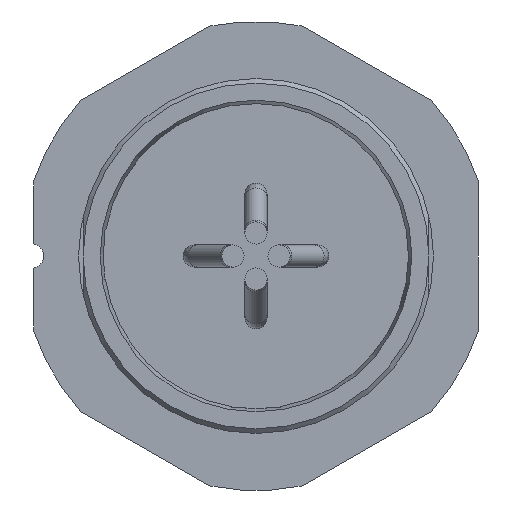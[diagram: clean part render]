
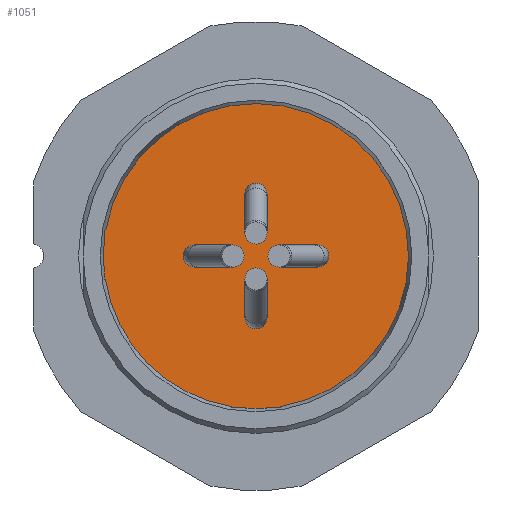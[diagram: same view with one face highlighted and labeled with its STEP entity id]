
A CAD part, front view. The second image highlights one B-rep face of the part: STEP entity #1051.
In plain terms, the highlighted planar face has unit normal (0, -1, 0).
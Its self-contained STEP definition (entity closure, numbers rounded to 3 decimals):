
#1051=ADVANCED_FACE('',(#1258,#1259,#1260,#1261,#1262),#1121,.F.);
#1121=PLANE('',#2881);
#1258=FACE_BOUND('',#1426,.T.);
#1259=FACE_BOUND('',#1427,.T.);
#1260=FACE_BOUND('',#1428,.T.);
#1261=FACE_BOUND('',#1429,.T.);
#1262=FACE_BOUND('',#1430,.T.);
#1426=EDGE_LOOP('',(#1834));
#1427=EDGE_LOOP('',(#1835));
#1428=EDGE_LOOP('',(#1836));
#1429=EDGE_LOOP('',(#1837));
#1430=EDGE_LOOP('',(#1838,#1839,#1840,#1841,#1842,#1843,#1844,#1845,#1846,
#1847,#1848,#1849));
#1565=CIRCLE('',#2865,0.45);
#1566=CIRCLE('',#2867,0.45);
#1567=CIRCLE('',#2869,0.45);
#1568=CIRCLE('',#2871,0.45);
#1569=CIRCLE('',#2873,0.1);
#1570=CIRCLE('',#2874,6.175);
#1571=CIRCLE('',#2875,0.1);
#1572=CIRCLE('',#2876,6.175);
#1573=CIRCLE('',#2877,0.1);
#1574=CIRCLE('',#2878,6.175);
#1575=CIRCLE('',#2879,0.1);
#1576=CIRCLE('',#2880,6.175);
#1834=ORIENTED_EDGE('',*,*,#2332,.T.);
#1835=ORIENTED_EDGE('',*,*,#2331,.T.);
#1836=ORIENTED_EDGE('',*,*,#2330,.T.);
#1837=ORIENTED_EDGE('',*,*,#2329,.T.);
#1838=ORIENTED_EDGE('',*,*,#2333,.F.);
#1839=ORIENTED_EDGE('',*,*,#2334,.F.);
#1840=ORIENTED_EDGE('',*,*,#2335,.T.);
#1841=ORIENTED_EDGE('',*,*,#2336,.F.);
#1842=ORIENTED_EDGE('',*,*,#2337,.F.);
#1843=ORIENTED_EDGE('',*,*,#2338,.T.);
#1844=ORIENTED_EDGE('',*,*,#2339,.F.);
#1845=ORIENTED_EDGE('',*,*,#2340,.F.);
#1846=ORIENTED_EDGE('',*,*,#2341,.T.);
#1847=ORIENTED_EDGE('',*,*,#2342,.F.);
#1848=ORIENTED_EDGE('',*,*,#2343,.F.);
#1849=ORIENTED_EDGE('',*,*,#2344,.T.);
#2143=VERTEX_POINT('',#4236);
#2144=VERTEX_POINT('',#4239);
#2145=VERTEX_POINT('',#4242);
#2146=VERTEX_POINT('',#4245);
#2147=VERTEX_POINT('',#4248);
#2148=VERTEX_POINT('',#4249);
#2149=VERTEX_POINT('',#4251);
#2150=VERTEX_POINT('',#4253);
#2151=VERTEX_POINT('',#4255);
#2152=VERTEX_POINT('',#4257);
#2153=VERTEX_POINT('',#4259);
#2154=VERTEX_POINT('',#4261);
#2155=VERTEX_POINT('',#4263);
#2156=VERTEX_POINT('',#4265);
#2157=VERTEX_POINT('',#4267);
#2158=VERTEX_POINT('',#4269);
#2329=EDGE_CURVE('',#2143,#2143,#1565,.T.);
#2330=EDGE_CURVE('',#2144,#2144,#1566,.T.);
#2331=EDGE_CURVE('',#2145,#2145,#1567,.T.);
#2332=EDGE_CURVE('',#2146,#2146,#1568,.T.);
#2333=EDGE_CURVE('',#2147,#2148,#2463,.T.);
#2334=EDGE_CURVE('',#2149,#2147,#1569,.T.);
#2335=EDGE_CURVE('',#2149,#2150,#1570,.T.);
#2336=EDGE_CURVE('',#2151,#2150,#1571,.T.);
#2337=EDGE_CURVE('',#2152,#2151,#2464,.T.);
#2338=EDGE_CURVE('',#2152,#2153,#1572,.T.);
#2339=EDGE_CURVE('',#2154,#2153,#2465,.T.);
#2340=EDGE_CURVE('',#2155,#2154,#1573,.T.);
#2341=EDGE_CURVE('',#2155,#2156,#1574,.T.);
#2342=EDGE_CURVE('',#2157,#2156,#1575,.T.);
#2343=EDGE_CURVE('',#2158,#2157,#2466,.T.);
#2344=EDGE_CURVE('',#2158,#2148,#1576,.T.);
#2463=LINE('',#4247,#2537);
#2464=LINE('',#4256,#2538);
#2465=LINE('',#4260,#2539);
#2466=LINE('',#4268,#2540);
#2537=VECTOR('',#3279,1.);
#2538=VECTOR('',#3286,1.);
#2539=VECTOR('',#3289,1.);
#2540=VECTOR('',#3296,1.);
#2865=AXIS2_PLACEMENT_3D('',#4235,#3263,#3264);
#2867=AXIS2_PLACEMENT_3D('',#4238,#3267,#3268);
#2869=AXIS2_PLACEMENT_3D('',#4241,#3271,#3272);
#2871=AXIS2_PLACEMENT_3D('',#4244,#3275,#3276);
#2873=AXIS2_PLACEMENT_3D('',#4250,#3280,#3281);
#2874=AXIS2_PLACEMENT_3D('',#4252,#3282,#3283);
#2875=AXIS2_PLACEMENT_3D('',#4254,#3284,#3285);
#2876=AXIS2_PLACEMENT_3D('',#4258,#3287,#3288);
#2877=AXIS2_PLACEMENT_3D('',#4262,#3290,#3291);
#2878=AXIS2_PLACEMENT_3D('',#4264,#3292,#3293);
#2879=AXIS2_PLACEMENT_3D('',#4266,#3294,#3295);
#2880=AXIS2_PLACEMENT_3D('',#4270,#3297,#3298);
#2881=AXIS2_PLACEMENT_3D('',#4271,#3299,#3300);
#3263=DIRECTION('',(0.,1.,0.));
#3264=DIRECTION('',(0.,0.,1.));
#3267=DIRECTION('',(0.,1.,0.));
#3268=DIRECTION('',(0.,0.,1.));
#3271=DIRECTION('',(0.,1.,0.));
#3272=DIRECTION('',(0.,0.,1.));
#3275=DIRECTION('',(0.,1.,0.));
#3276=DIRECTION('',(0.,0.,1.));
#3279=DIRECTION('',(-1.,0.,0.));
#3280=DIRECTION('',(0.,1.,0.));
#3281=DIRECTION('',(0.,0.,1.));
#3282=DIRECTION('',(0.,-1.,0.));
#3283=DIRECTION('',(0.,0.,1.));
#3284=DIRECTION('',(0.,1.,0.));
#3285=DIRECTION('',(0.,0.,1.));
#3286=DIRECTION('',(0.,0.,1.));
#3287=DIRECTION('',(0.,-1.,0.));
#3288=DIRECTION('',(0.,0.,1.));
#3289=DIRECTION('',(0.,0.,1.));
#3290=DIRECTION('',(0.,1.,0.));
#3291=DIRECTION('',(0.,0.,1.));
#3292=DIRECTION('',(0.,-1.,0.));
#3293=DIRECTION('',(0.,0.,1.));
#3294=DIRECTION('',(0.,1.,0.));
#3295=DIRECTION('',(0.,0.,1.));
#3296=DIRECTION('',(-1.,0.,0.));
#3297=DIRECTION('',(0.,-1.,0.));
#3298=DIRECTION('',(0.,0.,1.));
#3299=DIRECTION('',(0.,1.,0.));
#3300=DIRECTION('',(0.,0.,1.));
#4235=CARTESIAN_POINT('',(-0.002,2.,-2.5));
#4236=CARTESIAN_POINT('',(-0.002,2.,-2.05));
#4238=CARTESIAN_POINT('',(2.5,2.,-0.002));
#4239=CARTESIAN_POINT('',(2.5,2.,0.448));
#4241=CARTESIAN_POINT('',(0.002,2.,2.5));
#4242=CARTESIAN_POINT('',(0.002,2.,2.95));
#4244=CARTESIAN_POINT('',(-2.5,2.,0.002));
#4245=CARTESIAN_POINT('',(-2.5,2.,0.452));
#4247=CARTESIAN_POINT('',(0.925,2.,-6.15));
#4248=CARTESIAN_POINT('',(0.925,2.,-6.15));
#4249=CARTESIAN_POINT('',(0.555,2.,-6.15));
#4250=CARTESIAN_POINT('',(0.925,2.,-6.05));
#4251=CARTESIAN_POINT('',(1.016,2.,-6.091));
#4252=CARTESIAN_POINT('',(0.,2.,0.));
#4253=CARTESIAN_POINT('',(-6.081,2.,1.076));
#4254=CARTESIAN_POINT('',(-6.05,2.,0.98));
#4255=CARTESIAN_POINT('',(-6.15,2.,0.98));
#4256=CARTESIAN_POINT('',(-6.15,2.,-0.87));
#4257=CARTESIAN_POINT('',(-6.15,2.,0.555));
#4258=CARTESIAN_POINT('',(0.,2.,0.));
#4259=CARTESIAN_POINT('',(-6.15,2.,-0.555));
#4260=CARTESIAN_POINT('',(-6.15,2.,-0.87));
#4261=CARTESIAN_POINT('',(-6.15,2.,-0.87));
#4262=CARTESIAN_POINT('',(-6.05,2.,-0.87));
#4263=CARTESIAN_POINT('',(-6.101,2.,-0.956));
#4264=CARTESIAN_POINT('',(0.,2.,0.));
#4265=CARTESIAN_POINT('',(-1.016,2.,-6.091));
#4266=CARTESIAN_POINT('',(-0.925,2.,-6.05));
#4267=CARTESIAN_POINT('',(-0.925,2.,-6.15));
#4268=CARTESIAN_POINT('',(0.925,2.,-6.15));
#4269=CARTESIAN_POINT('',(-0.555,2.,-6.15));
#4270=CARTESIAN_POINT('',(0.,2.,0.));
#4271=CARTESIAN_POINT('',(0.,2.,0.));
